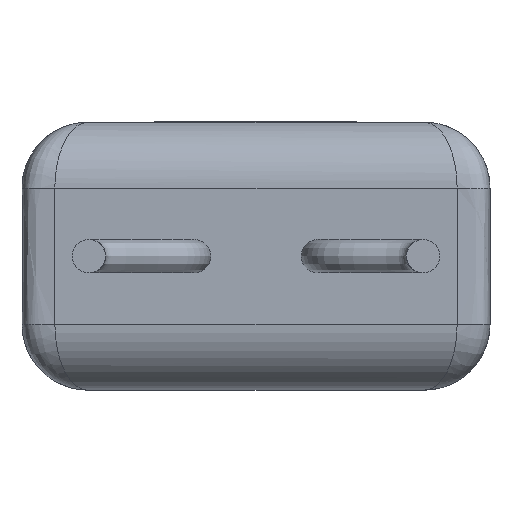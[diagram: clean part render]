
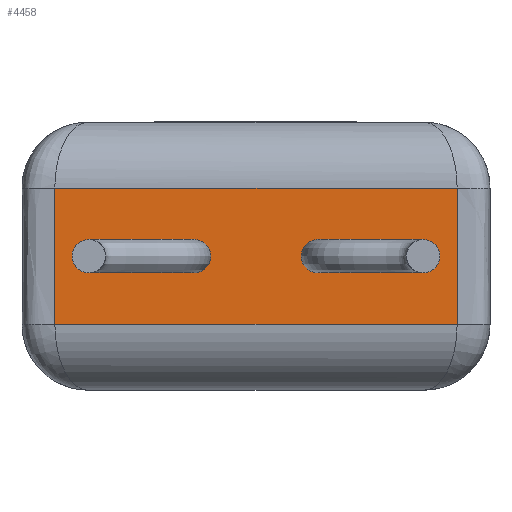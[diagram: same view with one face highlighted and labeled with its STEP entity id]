
A CAD part, front view. The second image highlights one B-rep face of the part: STEP entity #4458.
In plain terms, the highlighted planar face has unit normal (0, -1, 0).
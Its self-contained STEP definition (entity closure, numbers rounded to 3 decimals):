
#45 = LINE ( 'NONE', #5698, #5046 ) ;
#50 = B_SPLINE_CURVE_WITH_KNOTS ( 'NONE', 3,
 ( #2426, #6026, #2936, #366 ),
 .UNSPECIFIED., .F., .F.,
 ( 4, 4 ),
 ( 0.246, 0.754 ),
 .UNSPECIFIED. ) ;
#60 = EDGE_CURVE ( 'NONE', #1221, #3944, #50, .T. ) ;
#269 = CIRCLE ( 'NONE', #5130, 0.255 ) ;
#366 = CARTESIAN_POINT ( 'NONE',  ( 0.5, 0., 1. ) ) ;
#481 = DIRECTION ( 'NONE',  ( 0., 0., -1. ) ) ;
#689 = DIRECTION ( 'NONE',  ( 0., -1., 0. ) ) ;
#1095 = EDGE_CURVE ( 'NONE', #3944, #1865, #6578, .T. ) ;
#1183 = EDGE_CURVE ( 'NONE', #4781, #5015, #2556, .T. ) ;
#1221 = VERTEX_POINT ( 'NONE', #4557 ) ;
#1262 = EDGE_CURVE ( 'NONE', #3484, #5962, #1412, .T. ) ;
#1315 = CARTESIAN_POINT ( 'NONE',  ( 6.61, 0., 2.38 ) ) ;
#1358 = CARTESIAN_POINT ( 'NONE',  ( 4.495, 0., 2.29 ) ) ;
#1371 = CARTESIAN_POINT ( 'NONE',  ( 6.61, 0., 1.69 ) ) ;
#1412 = CIRCLE ( 'NONE', #3277, 0.255 ) ;
#1665 = CARTESIAN_POINT ( 'NONE',  ( 0., 0., 4.07 ) ) ;
#1709 = DIRECTION ( 'NONE',  ( 0., 1., 0. ) ) ;
#1777 = CARTESIAN_POINT ( 'NONE',  ( 6.61, 0., 1. ) ) ;
#1865 = VERTEX_POINT ( 'NONE', #5953 ) ;
#1935 = FACE_BOUND ( 'NONE', #3553, .T. ) ;
#2045 = DIRECTION ( 'NONE',  ( 0., 1., 0. ) ) ;
#2093 = CARTESIAN_POINT ( 'NONE',  ( 2.615, 0., 2.29 ) ) ;
#2138 = EDGE_CURVE ( 'NONE', #4653, #1221, #45, .T. ) ;
#2264 = CARTESIAN_POINT ( 'NONE',  ( 6.61, 0., 3.07 ) ) ;
#2285 = ORIENTED_EDGE ( 'NONE', *, *, #2750, .F. ) ;
#2344 = FACE_BOUND ( 'NONE', #4457, .T. ) ;
#2426 = CARTESIAN_POINT ( 'NONE',  ( 0.5, 0., 3.07 ) ) ;
#2516 = ORIENTED_EDGE ( 'NONE', *, *, #60, .T. ) ;
#2556 = CIRCLE ( 'NONE', #6476, 0.255 ) ;
#2640 = DIRECTION ( 'NONE',  ( -1., 0., 0. ) ) ;
#2651 = DIRECTION ( 'NONE',  ( 0., 0., -1. ) ) ;
#2750 = EDGE_CURVE ( 'NONE', #5962, #3484, #269, .T. ) ;
#2936 = CARTESIAN_POINT ( 'NONE',  ( 0.5, 0., 1.69 ) ) ;
#3077 = EDGE_CURVE ( 'NONE', #5015, #4781, #4209, .T. ) ;
#3131 = FACE_OUTER_BOUND ( 'NONE', #5733, .T. ) ;
#3202 = CARTESIAN_POINT ( 'NONE',  ( 0.5, 0., 1. ) ) ;
#3277 = AXIS2_PLACEMENT_3D ( 'NONE', #3638, #689, #4280 ) ;
#3484 = VERTEX_POINT ( 'NONE', #2093 ) ;
#3553 = EDGE_LOOP ( 'NONE', ( #5119, #4216 ) ) ;
#3638 = CARTESIAN_POINT ( 'NONE',  ( 2.615, 0., 2.035 ) ) ;
#3732 = ORIENTED_EDGE ( 'NONE', *, *, #2138, .T. ) ;
#3929 = CARTESIAN_POINT ( 'NONE',  ( 2.615, 0., 2.035 ) ) ;
#3944 = VERTEX_POINT ( 'NONE', #3202 ) ;
#4106 = ORIENTED_EDGE ( 'NONE', *, *, #6279, .T. ) ;
#4150 = CARTESIAN_POINT ( 'NONE',  ( 4.495, 0., 2.035 ) ) ;
#4209 = CIRCLE ( 'NONE', #6005, 0.255 ) ;
#4216 = ORIENTED_EDGE ( 'NONE', *, *, #3077, .T. ) ;
#4280 = DIRECTION ( 'NONE',  ( 0., 0., 1. ) ) ;
#4396 = CARTESIAN_POINT ( 'NONE',  ( 6.61, 0., 3.07 ) ) ;
#4452 = CARTESIAN_POINT ( 'NONE',  ( 4.495, 0., 2.035 ) ) ;
#4457 = EDGE_LOOP ( 'NONE', ( #6128, #2285 ) ) ;
#4458 = ADVANCED_FACE ( 'NONE', ( #1935, #3131, #2344 ), #5759, .F. ) ;
#4467 = CARTESIAN_POINT ( 'NONE',  ( 6.61, 0., 1. ) ) ;
#4490 = B_SPLINE_CURVE_WITH_KNOTS ( 'NONE', 3,
 ( #4467, #1371, #1315, #4396 ),
 .UNSPECIFIED., .F., .F.,
 ( 4, 4 ),
 ( 0.246, 0.754 ),
 .UNSPECIFIED. ) ;
#4557 = CARTESIAN_POINT ( 'NONE',  ( 0.5, 0., 3.07 ) ) ;
#4653 = VERTEX_POINT ( 'NONE', #2264 ) ;
#4668 = DIRECTION ( 'NONE',  ( 0., 1., 0. ) ) ;
#4775 = ORIENTED_EDGE ( 'NONE', *, *, #1095, .T. ) ;
#4781 = VERTEX_POINT ( 'NONE', #1358 ) ;
#4884 = DIRECTION ( 'NONE',  ( 1., 0., 0. ) ) ;
#4982 = DIRECTION ( 'NONE',  ( 0., -1., 0. ) ) ;
#5015 = VERTEX_POINT ( 'NONE', #5226 ) ;
#5027 = CARTESIAN_POINT ( 'NONE',  ( 2.615, 0., 1.78 ) ) ;
#5046 = VECTOR ( 'NONE', #2640, 1000. ) ;
#5119 = ORIENTED_EDGE ( 'NONE', *, *, #1183, .T. ) ;
#5130 = AXIS2_PLACEMENT_3D ( 'NONE', #3929, #4982, #5493 ) ;
#5200 = VECTOR ( 'NONE', #4884, 1000. ) ;
#5226 = CARTESIAN_POINT ( 'NONE',  ( 4.495, 0., 1.78 ) ) ;
#5493 = DIRECTION ( 'NONE',  ( 0., 0., 1. ) ) ;
#5698 = CARTESIAN_POINT ( 'NONE',  ( 0., 0., 3.07 ) ) ;
#5701 = AXIS2_PLACEMENT_3D ( 'NONE', #1665, #1709, #6444 ) ;
#5733 = EDGE_LOOP ( 'NONE', ( #2516, #4775, #4106, #3732 ) ) ;
#5759 = PLANE ( 'NONE',  #5701 ) ;
#5953 = CARTESIAN_POINT ( 'NONE',  ( 6.61, 0., 1. ) ) ;
#5962 = VERTEX_POINT ( 'NONE', #5027 ) ;
#6005 = AXIS2_PLACEMENT_3D ( 'NONE', #4150, #4668, #2651 ) ;
#6026 = CARTESIAN_POINT ( 'NONE',  ( 0.5, 0., 2.38 ) ) ;
#6128 = ORIENTED_EDGE ( 'NONE', *, *, #1262, .F. ) ;
#6279 = EDGE_CURVE ( 'NONE', #1865, #4653, #4490, .T. ) ;
#6444 = DIRECTION ( 'NONE',  ( 0., 0., 1. ) ) ;
#6476 = AXIS2_PLACEMENT_3D ( 'NONE', #4452, #2045, #481 ) ;
#6578 = LINE ( 'NONE', #1777, #5200 ) ;
